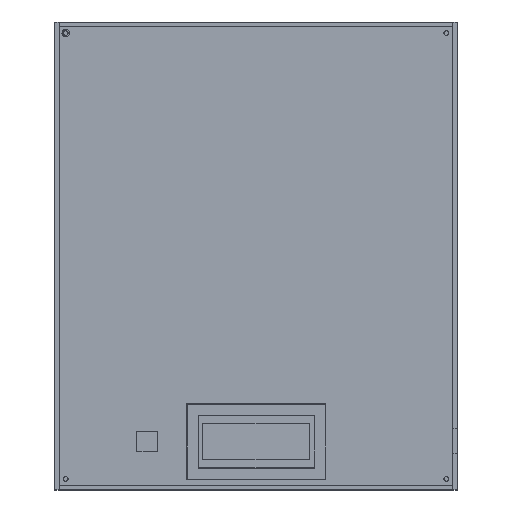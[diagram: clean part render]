
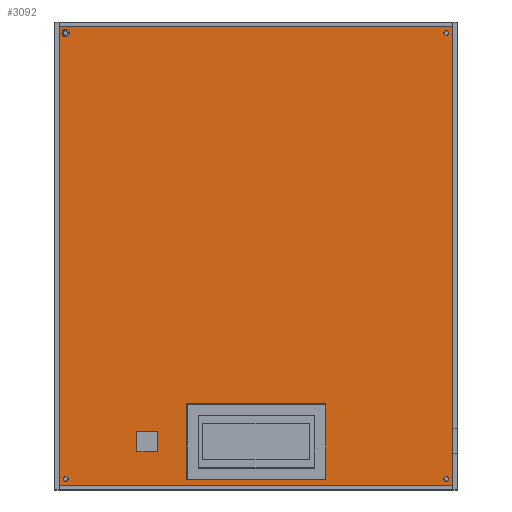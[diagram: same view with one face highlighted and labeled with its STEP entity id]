
A CAD part, top view. The second image highlights one B-rep face of the part: STEP entity #3092.
In plain terms, the highlighted planar face has unit normal (0, 0, 1).
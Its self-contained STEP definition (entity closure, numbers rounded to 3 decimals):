
#193=CIRCLE('',#3449,2.6);
#195=CIRCLE('',#3452,1.6);
#197=CIRCLE('',#3455,1.6);
#199=CIRCLE('',#3462,1.6);
#275=FACE_BOUND('',#603,.T.);
#276=FACE_BOUND('',#604,.T.);
#277=FACE_BOUND('',#605,.T.);
#278=FACE_BOUND('',#606,.T.);
#279=FACE_BOUND('',#607,.T.);
#280=FACE_BOUND('',#608,.T.);
#395=FACE_OUTER_BOUND('',#602,.T.);
#602=EDGE_LOOP('',(#2511,#2512,#2513,#2514));
#603=EDGE_LOOP('',(#2515));
#604=EDGE_LOOP('',(#2516,#2517,#2518,#2519));
#605=EDGE_LOOP('',(#2520));
#606=EDGE_LOOP('',(#2521));
#607=EDGE_LOOP('',(#2522));
#608=EDGE_LOOP('',(#2523,#2524,#2525,#2526));
#829=LINE('',#4854,#1176);
#832=LINE('',#4860,#1179);
#835=LINE('',#4866,#1182);
#838=LINE('',#4870,#1185);
#844=LINE('',#4896,#1191);
#847=LINE('',#4902,#1194);
#850=LINE('',#4908,#1197);
#853=LINE('',#4912,#1200);
#857=LINE('',#4926,#1204);
#860=LINE('',#4932,#1207);
#863=LINE('',#4938,#1210);
#866=LINE('',#4942,#1213);
#1176=VECTOR('',#4018,10.);
#1179=VECTOR('',#4023,10.);
#1182=VECTOR('',#4028,10.);
#1185=VECTOR('',#4033,10.);
#1191=VECTOR('',#4059,10.);
#1194=VECTOR('',#4064,10.);
#1197=VECTOR('',#4069,10.);
#1200=VECTOR('',#4074,10.);
#1204=VECTOR('',#4086,10.);
#1207=VECTOR('',#4091,10.);
#1210=VECTOR('',#4096,10.);
#1213=VECTOR('',#4101,10.);
#1506=VERTEX_POINT('',#4851);
#1507=VERTEX_POINT('',#4853);
#1509=VERTEX_POINT('',#4859);
#1511=VERTEX_POINT('',#4865);
#1512=VERTEX_POINT('',#4872);
#1514=VERTEX_POINT('',#4878);
#1516=VERTEX_POINT('',#4884);
#1520=VERTEX_POINT('',#4893);
#1521=VERTEX_POINT('',#4895);
#1523=VERTEX_POINT('',#4901);
#1525=VERTEX_POINT('',#4907);
#1526=VERTEX_POINT('',#4914);
#1530=VERTEX_POINT('',#4923);
#1531=VERTEX_POINT('',#4925);
#1533=VERTEX_POINT('',#4931);
#1535=VERTEX_POINT('',#4937);
#1843=EDGE_CURVE('',#1507,#1506,#829,.T.);
#1846=EDGE_CURVE('',#1509,#1507,#832,.T.);
#1849=EDGE_CURVE('',#1511,#1509,#835,.T.);
#1852=EDGE_CURVE('',#1506,#1511,#838,.T.);
#1853=EDGE_CURVE('',#1512,#1512,#193,.T.);
#1856=EDGE_CURVE('',#1514,#1514,#195,.T.);
#1859=EDGE_CURVE('',#1516,#1516,#197,.T.);
#1864=EDGE_CURVE('',#1521,#1520,#844,.T.);
#1867=EDGE_CURVE('',#1523,#1521,#847,.T.);
#1870=EDGE_CURVE('',#1525,#1523,#850,.T.);
#1873=EDGE_CURVE('',#1520,#1525,#853,.T.);
#1874=EDGE_CURVE('',#1526,#1526,#199,.T.);
#1879=EDGE_CURVE('',#1531,#1530,#857,.T.);
#1882=EDGE_CURVE('',#1533,#1531,#860,.T.);
#1885=EDGE_CURVE('',#1535,#1533,#863,.T.);
#1888=EDGE_CURVE('',#1530,#1535,#866,.T.);
#2511=ORIENTED_EDGE('',*,*,#1888,.T.);
#2512=ORIENTED_EDGE('',*,*,#1885,.T.);
#2513=ORIENTED_EDGE('',*,*,#1882,.T.);
#2514=ORIENTED_EDGE('',*,*,#1879,.T.);
#2515=ORIENTED_EDGE('',*,*,#1874,.T.);
#2516=ORIENTED_EDGE('',*,*,#1873,.T.);
#2517=ORIENTED_EDGE('',*,*,#1870,.T.);
#2518=ORIENTED_EDGE('',*,*,#1867,.T.);
#2519=ORIENTED_EDGE('',*,*,#1864,.T.);
#2520=ORIENTED_EDGE('',*,*,#1859,.T.);
#2521=ORIENTED_EDGE('',*,*,#1856,.T.);
#2522=ORIENTED_EDGE('',*,*,#1853,.T.);
#2523=ORIENTED_EDGE('',*,*,#1852,.T.);
#2524=ORIENTED_EDGE('',*,*,#1849,.T.);
#2525=ORIENTED_EDGE('',*,*,#1846,.T.);
#2526=ORIENTED_EDGE('',*,*,#1843,.T.);
#2930=PLANE('',#3468);
#3092=ADVANCED_FACE('',(#395,#275,#276,#277,#278,#279,#280),#2930,.T.);
#3449=AXIS2_PLACEMENT_3D('',#4873,#4036,#4037);
#3452=AXIS2_PLACEMENT_3D('',#4879,#4043,#4044);
#3455=AXIS2_PLACEMENT_3D('',#4885,#4050,#4051);
#3462=AXIS2_PLACEMENT_3D('',#4915,#4077,#4078);
#3468=AXIS2_PLACEMENT_3D('',#4943,#4102,#4103);
#4018=DIRECTION('',(0.,-1.,0.));
#4023=DIRECTION('',(1.,0.,0.));
#4028=DIRECTION('',(0.,1.,0.));
#4033=DIRECTION('',(-1.,0.,0.));
#4036=DIRECTION('center_axis',(0.,0.,-1.));
#4037=DIRECTION('ref_axis',(-1.,0.,0.));
#4043=DIRECTION('center_axis',(0.,0.,-1.));
#4044=DIRECTION('ref_axis',(-1.,0.,0.));
#4050=DIRECTION('center_axis',(0.,0.,-1.));
#4051=DIRECTION('ref_axis',(-1.,0.,0.));
#4059=DIRECTION('',(0.,1.,0.));
#4064=DIRECTION('',(-1.,0.,0.));
#4069=DIRECTION('',(0.,-1.,0.));
#4074=DIRECTION('',(1.,0.,0.));
#4077=DIRECTION('center_axis',(0.,0.,-1.));
#4078=DIRECTION('ref_axis',(-1.,0.,0.));
#4086=DIRECTION('',(-1.,0.,0.));
#4091=DIRECTION('',(0.,1.,0.));
#4096=DIRECTION('',(1.,0.,0.));
#4101=DIRECTION('',(0.,-1.,0.));
#4102=DIRECTION('center_axis',(0.,0.,1.));
#4103=DIRECTION('ref_axis',(-1.,0.,0.));
#4851=CARTESIAN_POINT('',(-67.975,-134.883,8.6));
#4853=CARTESIAN_POINT('',(-67.975,-120.833,8.6));
#4854=CARTESIAN_POINT('',(-67.975,-120.833,8.6));
#4859=CARTESIAN_POINT('',(-82.025,-120.833,8.6));
#4860=CARTESIAN_POINT('',(-82.025,-120.833,8.6));
#4865=CARTESIAN_POINT('',(-82.025,-134.883,8.6));
#4866=CARTESIAN_POINT('',(-82.025,-134.883,8.6));
#4870=CARTESIAN_POINT('',(-67.975,-134.883,8.6));
#4872=CARTESIAN_POINT('',(-128.4,153.5,8.6));
#4873=CARTESIAN_POINT('Origin',(-131.,153.5,8.6));
#4878=CARTESIAN_POINT('',(132.6,153.5,8.6));
#4879=CARTESIAN_POINT('Origin',(131.,153.5,8.6));
#4884=CARTESIAN_POINT('',(-129.4,-153.5,8.6));
#4885=CARTESIAN_POINT('Origin',(-131.,-153.5,8.6));
#4893=CARTESIAN_POINT('',(-48.,-101.858,8.6));
#4895=CARTESIAN_POINT('',(-48.,-153.858,8.6));
#4896=CARTESIAN_POINT('',(-48.,-153.858,8.6));
#4901=CARTESIAN_POINT('',(48.,-153.858,8.6));
#4902=CARTESIAN_POINT('',(48.,-153.858,8.6));
#4907=CARTESIAN_POINT('',(48.,-101.858,8.6));
#4908=CARTESIAN_POINT('',(48.,-101.858,8.6));
#4912=CARTESIAN_POINT('',(-48.,-101.858,8.6));
#4914=CARTESIAN_POINT('',(132.6,-153.5,8.6));
#4915=CARTESIAN_POINT('Origin',(131.,-153.5,8.6));
#4923=CARTESIAN_POINT('',(-135.6,158.1,8.6));
#4925=CARTESIAN_POINT('',(135.6,158.1,8.6));
#4926=CARTESIAN_POINT('',(-135.6,158.1,8.6));
#4931=CARTESIAN_POINT('',(135.6,-158.1,8.6));
#4932=CARTESIAN_POINT('',(135.6,-136.02,8.6));
#4937=CARTESIAN_POINT('',(-135.6,-158.1,8.6));
#4938=CARTESIAN_POINT('',(135.6,-158.1,8.6));
#4942=CARTESIAN_POINT('',(-135.6,-161.1,8.6));
#4943=CARTESIAN_POINT('Origin',(0.,0.,8.6));
